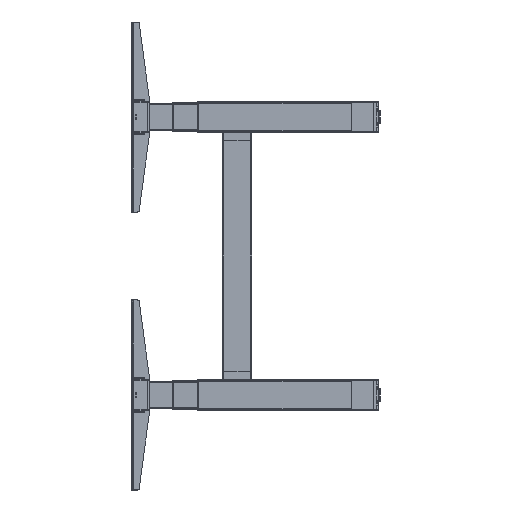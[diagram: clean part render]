
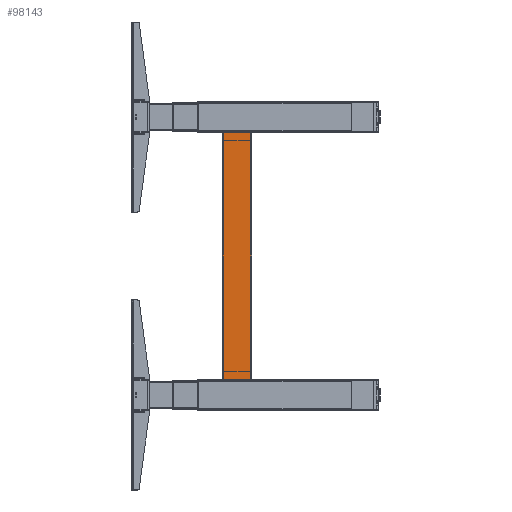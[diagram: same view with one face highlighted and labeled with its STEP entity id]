
A CAD part, left-side view. The second image highlights one B-rep face of the part: STEP entity #98143.
In plain terms, the highlighted planar face has unit normal (-1, 0, 0).
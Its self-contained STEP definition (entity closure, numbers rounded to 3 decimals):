
#4345 = ORIENTED_EDGE ( 'NONE', *, *, #33234, .F. ) ;
#4482 = CARTESIAN_POINT ( 'NONE',  ( -593.5, 445.5, 350. ) ) ;
#5964 = CARTESIAN_POINT ( 'NONE',  ( -593.5, 445.5, 350. ) ) ;
#10017 = DIRECTION ( 'NONE',  ( 0., 0., -1. ) ) ;
#10118 = VERTEX_POINT ( 'NONE', #150810 ) ;
#12967 = CARTESIAN_POINT ( 'NONE',  ( -593.5, 445.5, 350. ) ) ;
#15847 = DIRECTION ( 'NONE',  ( 0., 0., -1. ) ) ;
#16526 = DIRECTION ( 'NONE',  ( 0., -1., 0. ) ) ;
#24605 = VECTOR ( 'NONE', #15847, 1000. ) ;
#32747 = VECTOR ( 'NONE', #10017, 1000. ) ;
#33234 = EDGE_CURVE ( 'NONE', #98604, #85697, #143005, .T. ) ;
#34825 = LINE ( 'NONE', #160477, #82297 ) ;
#42144 = EDGE_CURVE ( 'NONE', #85697, #10118, #61082, .T. ) ;
#54639 = DIRECTION ( 'NONE',  ( 0., 1., 0. ) ) ;
#56116 = VECTOR ( 'NONE', #16526, 1000. ) ;
#58404 = EDGE_LOOP ( 'NONE', ( #59246, #97247, #4345, #149695 ) ) ;
#59246 = ORIENTED_EDGE ( 'NONE', *, *, #77438, .T. ) ;
#61082 = LINE ( 'NONE', #83806, #32747 ) ;
#61548 = DIRECTION ( 'NONE',  ( 0., -1., 0. ) ) ;
#66815 = FACE_OUTER_BOUND ( 'NONE', #58404, .T. ) ;
#66911 = LINE ( 'NONE', #4482, #24605 ) ;
#70864 = CARTESIAN_POINT ( 'NONE',  ( -593.5, 445.5, -350. ) ) ;
#77043 = AXIS2_PLACEMENT_3D ( 'NONE', #5964, #116290, #54639 ) ;
#77438 = EDGE_CURVE ( 'NONE', #111084, #10118, #34825, .T. ) ;
#78966 = PLANE ( 'NONE',  #77043 ) ;
#80510 = CARTESIAN_POINT ( 'NONE',  ( -593.5, 445.5, 350. ) ) ;
#82297 = VECTOR ( 'NONE', #61548, 1000. ) ;
#83806 = CARTESIAN_POINT ( 'NONE',  ( -593.5, 367.5, 350. ) ) ;
#85697 = VERTEX_POINT ( 'NONE', #116954 ) ;
#97247 = ORIENTED_EDGE ( 'NONE', *, *, #42144, .F. ) ;
#98143 = ADVANCED_FACE ( 'NONE', ( #66815 ), #78966, .F. ) ;
#98604 = VERTEX_POINT ( 'NONE', #12967 ) ;
#111084 = VERTEX_POINT ( 'NONE', #70864 ) ;
#112003 = EDGE_CURVE ( 'NONE', #98604, #111084, #66911, .T. ) ;
#116290 = DIRECTION ( 'NONE',  ( 1., 0., 0. ) ) ;
#116954 = CARTESIAN_POINT ( 'NONE',  ( -593.5, 367.5, 350. ) ) ;
#143005 = LINE ( 'NONE', #80510, #56116 ) ;
#149695 = ORIENTED_EDGE ( 'NONE', *, *, #112003, .T. ) ;
#150810 = CARTESIAN_POINT ( 'NONE',  ( -593.5, 367.5, -350. ) ) ;
#160477 = CARTESIAN_POINT ( 'NONE',  ( -593.5, 445.5, -350. ) ) ;
